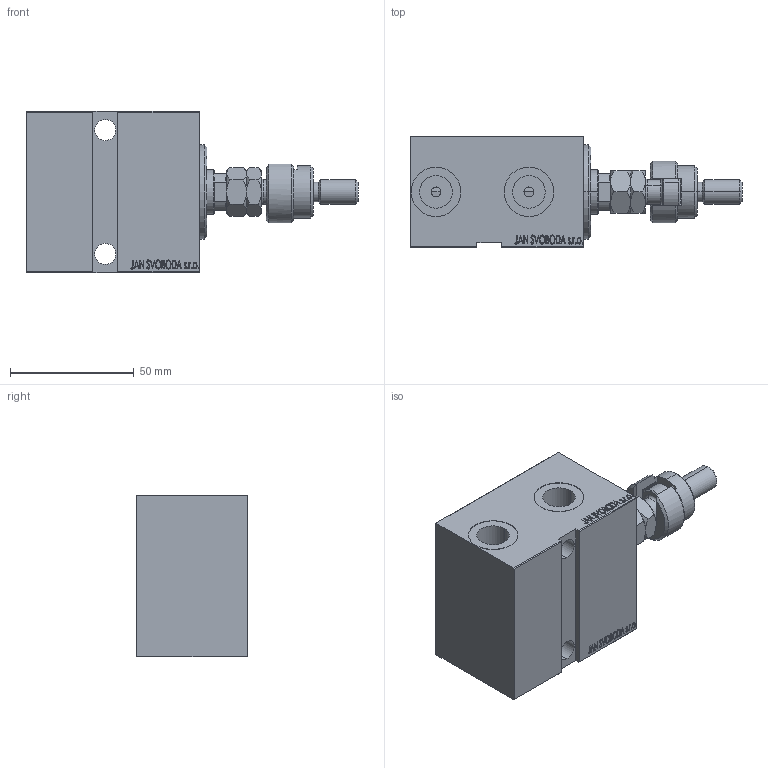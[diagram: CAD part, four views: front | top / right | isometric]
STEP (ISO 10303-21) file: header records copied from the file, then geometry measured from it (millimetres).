
FILE_DESCRIPTION (( 'STEP AP203' ), '1' );
FILE_NAME ('3a72.STEP', '2022-04-17T11:39:59', ( '' ), ( '' ), 'SwSTEP 2.0', 'SolidWorks 2019', '' );
FILE_SCHEMA (( 'CONFIG_CONTROL_DESIGN' ));
Length unit declared in the file: millimetre
Products named in the file (7): V450CM_E_VCP ce744ae0165e3a06680bdfa7f675a188; V450CM_E_Body ce744ae0165e3a06680bdfa7f675a188; V450CM_VC_B ce744ae0165e3a06680bdfa7f675a188; FEMALE_PART_FOR_DFA ce744ae0165e3a06680bdfa7f675a188; DFA ce744ae0165e3a06680bdfa7f675a188; 3a72; MFA ce744ae0165e3a06680bdfa7f675a188
Assembly tree (6 placements, depth 3):
  3a72
    V450CM_E_Body ce744ae0165e3a06680bdfa7f675a188
    V450CM_E_VCP ce744ae0165e3a06680bdfa7f675a188
    V450CM_VC_B ce744ae0165e3a06680bdfa7f675a188
    DFA ce744ae0165e3a06680bdfa7f675a188
      FEMALE_PART_FOR_DFA ce744ae0165e3a06680bdfa7f675a188
      MFA ce744ae0165e3a06680bdfa7f675a188
Bounding box: 134 x 45 x 65 mm (x, y, z)
Volume: 197776.7 mm3; surface area: 47839.2 mm2
Topology: 5 solids, 5 shells, 951 faces, 2412 edges, 1581 vertices
Faces by surface type: plane 442, bspline 380, cylinder 71, cone 54, torus 4
Entity records: 46449 total; most frequent: CARTESIAN_POINT 25356, ORIENTED_EDGE 4820, DIRECTION 2932, EDGE_CURVE 2410, VERTEX_POINT 1581, VECTOR 1382, LINE 1382, EDGE_LOOP 1077
